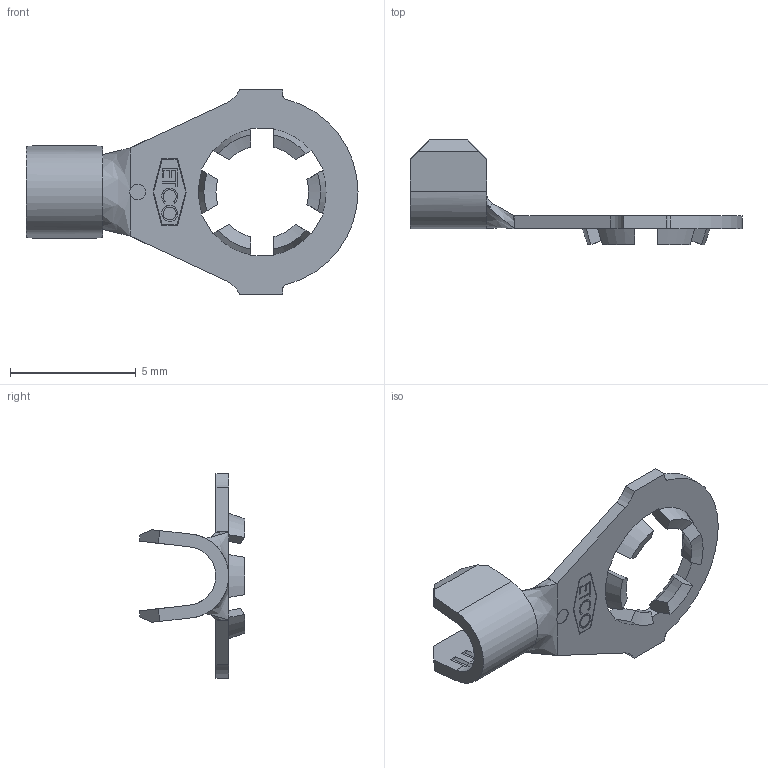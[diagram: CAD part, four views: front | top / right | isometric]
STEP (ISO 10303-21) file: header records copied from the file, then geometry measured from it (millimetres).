
FILE_DESCRIPTION (( 'STEP AP203' ), '1' );
FILE_NAME ('00970.STEP', '2015-02-05T18:43:32', ( '' ), ( '' ), 'SwSTEP 2.0', 'SolidWorks 2014', '' );
FILE_SCHEMA (( 'CONFIG_CONTROL_DESIGN' ));
Length unit declared in the file: inch
Products named in the file (1): 00970
Bounding box: 13.21 x 4.19 x 8.13 mm (x, y, z)
Volume: 35 mm3; surface area: 177.7 mm2
Topology: 1 solids, 1 shells, 189 faces, 508 edges, 326 vertices
Faces by surface type: plane 115, cone 26, bspline 25, cylinder 17, torus 6
Entity records: 7308 total; most frequent: CARTESIAN_POINT 2737, ORIENTED_EDGE 1012, DIRECTION 802, EDGE_CURVE 506, VECTOR 334, LINE 334, VERTEX_POINT 326, AXIS2_PLACEMENT_3D 234
